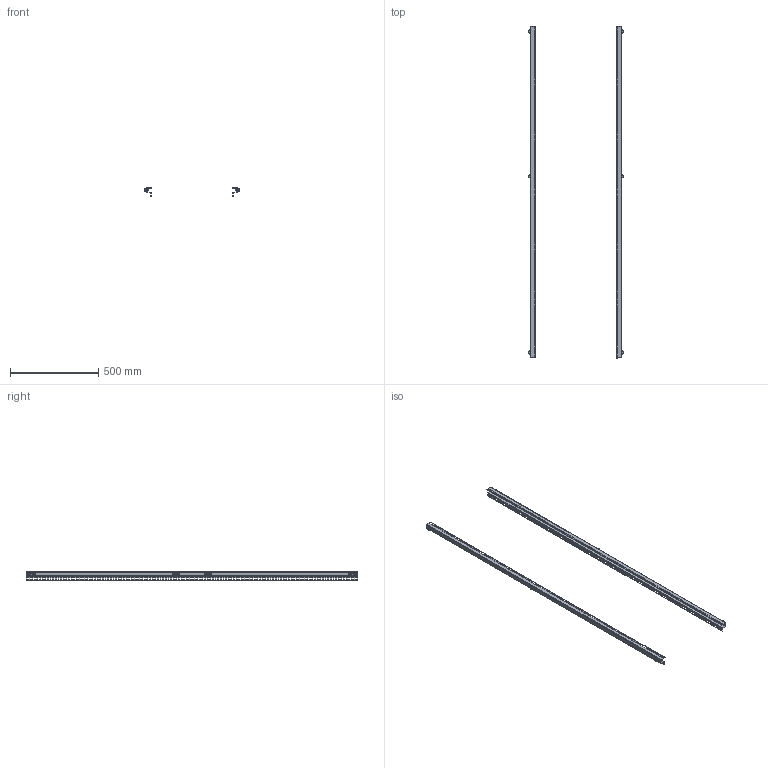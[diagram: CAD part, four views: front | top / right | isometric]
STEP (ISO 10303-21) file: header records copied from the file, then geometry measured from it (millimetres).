
FILE_DESCRIPTION (( 'STEP AP214' ), '1' );
FILE_NAME ('0348-7020-43-63.STEP', '2021-09-30T07:53:20', ( '' ), ( '' ), 'SwSTEP 2.0', 'SolidWorks 2019', '' );
FILE_SCHEMA (( 'AUTOMOTIVE_DESIGN' ));
Length unit declared in the file: millimetre
Products named in the file (5): 8000-7500-08-16; W0061844~0; 8000-0000-00-08; W0061842~1; 0348-7020-43-63
Assembly tree (15 placements, depth 3):
  0348-7020-43-63
    W0061844~0
      W0061842~1  x2
    8000-7500-08-16  x6
    8000-0000-00-08  x6
Bounding box: 541.2 x 1878.2 x 47.5 mm (x, y, z)
Volume: 537279.6 mm3; surface area: 744108.1 mm2
Topology: 14 solids, 14 shells, 2474 faces, 7056 edges, 4616 vertices
Faces by surface type: plane 2182, cone 132, bspline 72, cylinder 64, torus 24
Entity records: 37910 total; most frequent: CARTESIAN_POINT 7134, ORIENTED_EDGE 6528, DIRECTION 5512, EDGE_CURVE 3264, LINE 3132, VECTOR 3132, VERTEX_POINT 2156, EDGE_LOOP 1630
